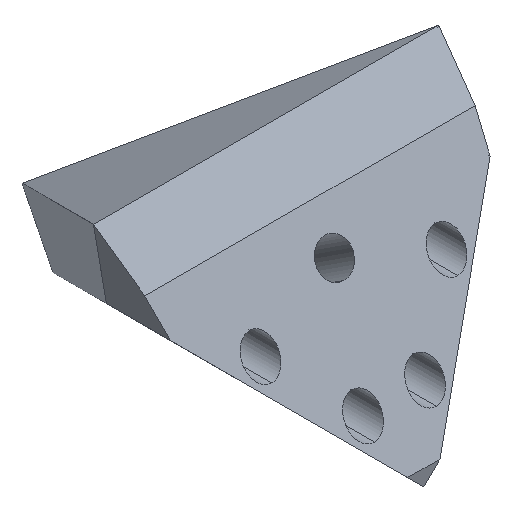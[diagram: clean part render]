
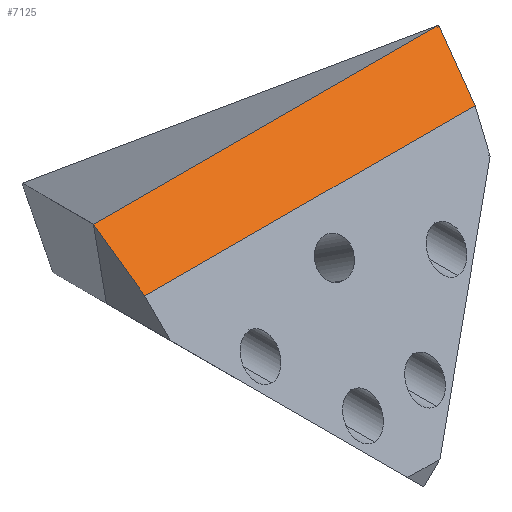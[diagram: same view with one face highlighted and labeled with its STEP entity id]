
A CAD part, isometric view. The second image highlights one B-rep face of the part: STEP entity #7125.
In plain terms, the highlighted planar face has unit normal (0, -0.707, 0.707).
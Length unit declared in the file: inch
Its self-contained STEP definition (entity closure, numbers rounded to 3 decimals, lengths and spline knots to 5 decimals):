
#419 = DIRECTION ( 'NONE',  ( 0.121, -0.702, -0.702 ) ) ;
#1462 = VERTEX_POINT ( 'NONE', #5904 ) ;
#1509 = ORIENTED_EDGE ( 'NONE', *, *, #10331, .T. ) ;
#1555 = VERTEX_POINT ( 'NONE', #11276 ) ;
#2349 = CARTESIAN_POINT ( 'NONE',  ( 0.98425, -0.25, -0.25 ) ) ;
#2525 = EDGE_CURVE ( 'NONE', #4825, #11186, #14459, .T. ) ;
#4495 = EDGE_CURVE ( 'NONE', #4825, #1555, #17572, .T. ) ;
#4781 = CARTESIAN_POINT ( 'NONE',  ( -0.98425, 0., 0. ) ) ;
#4825 = VERTEX_POINT ( 'NONE', #10811 ) ;
#5019 = VECTOR ( 'NONE', #19811, 39.37008 ) ;
#5719 = VECTOR ( 'NONE', #12289, 39.37008 ) ;
#5872 = ORIENTED_EDGE ( 'NONE', *, *, #2525, .T. ) ;
#5888 = LINE ( 'NONE', #2349, #5019 ) ;
#5904 = CARTESIAN_POINT ( 'NONE',  ( 0.94125, -0.25, -0.25 ) ) ;
#6548 = DIRECTION ( 'NONE',  ( 1., 0., 0. ) ) ;
#7125 = ADVANCED_FACE ( 'NONE', ( #13345 ), #8555, .F. ) ;
#8398 = CARTESIAN_POINT ( 'NONE',  ( -0.90289, -0.473, -0.473 ) ) ;
#8555 = PLANE ( 'NONE',  #14946 ) ;
#8705 = EDGE_CURVE ( 'NONE', #1462, #11186, #5888, .T. ) ;
#8969 = DIRECTION ( 'NONE',  ( 0., 0.707, 0.707 ) ) ;
#9482 = ORIENTED_EDGE ( 'NONE', *, *, #8705, .F. ) ;
#9900 = VECTOR ( 'NONE', #6548, 39.37008 ) ;
#10331 = EDGE_CURVE ( 'NONE', #1462, #1555, #17087, .T. ) ;
#10811 = CARTESIAN_POINT ( 'NONE',  ( -0.98425, 0., 0. ) ) ;
#11186 = VERTEX_POINT ( 'NONE', #11341 ) ;
#11276 = CARTESIAN_POINT ( 'NONE',  ( 0.98425, 0., 0. ) ) ;
#11341 = CARTESIAN_POINT ( 'NONE',  ( -0.94125, -0.25, -0.25 ) ) ;
#12289 = DIRECTION ( 'NONE',  ( 0.121, 0.702, 0.702 ) ) ;
#13345 = FACE_OUTER_BOUND ( 'NONE', #13702, .T. ) ;
#13557 = DIRECTION ( 'NONE',  ( 0., 0.707, -0.707 ) ) ;
#13702 = EDGE_LOOP ( 'NONE', ( #1509, #20151, #5872, #9482 ) ) ;
#14065 = CARTESIAN_POINT ( 'NONE',  ( 0.90289, -0.473, -0.473 ) ) ;
#14459 = LINE ( 'NONE', #8398, #17844 ) ;
#14946 = AXIS2_PLACEMENT_3D ( 'NONE', #16785, #13557, #8969 ) ;
#16785 = CARTESIAN_POINT ( 'NONE',  ( 0.98425, 0., 0. ) ) ;
#17087 = LINE ( 'NONE', #14065, #5719 ) ;
#17572 = LINE ( 'NONE', #4781, #9900 ) ;
#17844 = VECTOR ( 'NONE', #419, 39.37008 ) ;
#19811 = DIRECTION ( 'NONE',  ( -1., 0., 0. ) ) ;
#20151 = ORIENTED_EDGE ( 'NONE', *, *, #4495, .F. ) ;
